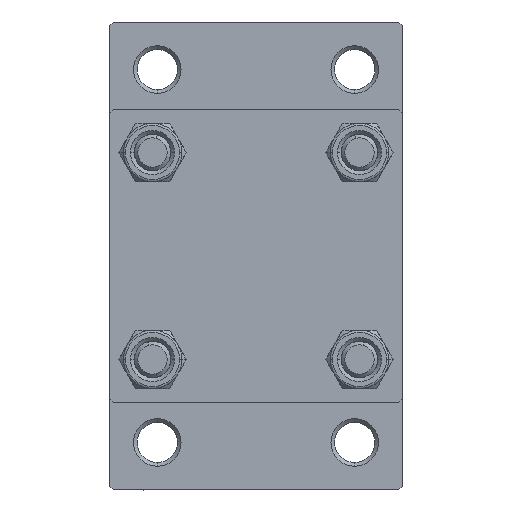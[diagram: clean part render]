
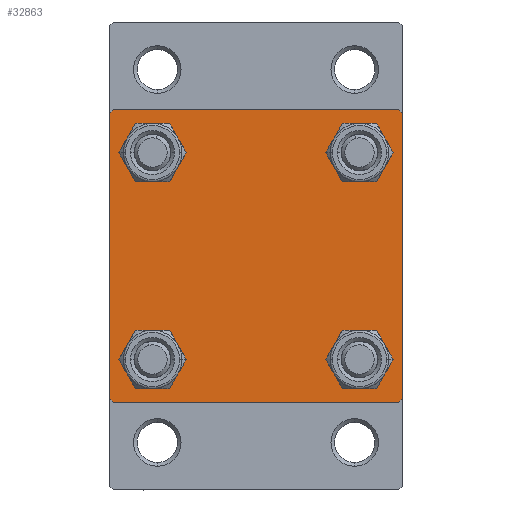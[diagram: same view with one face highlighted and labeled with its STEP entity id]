
A CAD part, left-side view. The second image highlights one B-rep face of the part: STEP entity #32863.
In plain terms, the highlighted planar face has unit normal (-1, 0, 0).
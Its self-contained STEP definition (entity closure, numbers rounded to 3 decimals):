
#615 = CIRCLE ( 'NONE', #44701, 3. ) ;
#690 = DIRECTION ( 'NONE',  ( 0., 0.707, -0.707 ) ) ;
#1788 = CARTESIAN_POINT ( 'NONE',  ( 0., 20., -19.5 ) ) ;
#2987 = ORIENTED_EDGE ( 'NONE', *, *, #46334, .T. ) ;
#3129 = VECTOR ( 'NONE', #690, 1000. ) ;
#3297 = CARTESIAN_POINT ( 'NONE',  ( 0., -14.15, -17.15 ) ) ;
#3847 = DIRECTION ( 'NONE',  ( 0., 0., 1. ) ) ;
#3867 = FACE_BOUND ( 'NONE', #23453, .T. ) ;
#3978 = DIRECTION ( 'NONE',  ( 0., 0., 1. ) ) ;
#4090 = CARTESIAN_POINT ( 'NONE',  ( 0., -19.75, 19.75 ) ) ;
#4410 = EDGE_CURVE ( 'NONE', #39435, #13052, #615, .T. ) ;
#4445 = DIRECTION ( 'NONE',  ( 1., 0., 0. ) ) ;
#5326 = CARTESIAN_POINT ( 'NONE',  ( 0., 19.5, 20. ) ) ;
#5361 = LINE ( 'NONE', #20872, #45713 ) ;
#5424 = EDGE_LOOP ( 'NONE', ( #11849, #46153 ) ) ;
#6169 = CIRCLE ( 'NONE', #35316, 3. ) ;
#6313 = AXIS2_PLACEMENT_3D ( 'NONE', #26218, #45409, #41473 ) ;
#6346 = CARTESIAN_POINT ( 'NONE',  ( 0., -14.15, 14.15 ) ) ;
#6667 = EDGE_CURVE ( 'NONE', #27920, #34508, #6169, .T. ) ;
#6911 = EDGE_CURVE ( 'NONE', #11389, #11361, #21421, .T. ) ;
#7120 = ORIENTED_EDGE ( 'NONE', *, *, #4410, .T. ) ;
#7992 = CARTESIAN_POINT ( 'NONE',  ( 0., -14.15, 17.15 ) ) ;
#8523 = ORIENTED_EDGE ( 'NONE', *, *, #10409, .F. ) ;
#9322 = AXIS2_PLACEMENT_3D ( 'NONE', #11234, #31165, #3847 ) ;
#9367 = ORIENTED_EDGE ( 'NONE', *, *, #43504, .T. ) ;
#10395 = CARTESIAN_POINT ( 'NONE',  ( 0., 14.15, -17.15 ) ) ;
#10409 = EDGE_CURVE ( 'NONE', #45854, #14329, #38678, .T. ) ;
#10810 = CARTESIAN_POINT ( 'NONE',  ( 0., -19.75, -19.75 ) ) ;
#10911 = VECTOR ( 'NONE', #39763, 1000. ) ;
#10938 = VECTOR ( 'NONE', #36458, 1000. ) ;
#11234 = CARTESIAN_POINT ( 'NONE',  ( 0., 14.15, -14.15 ) ) ;
#11361 = VERTEX_POINT ( 'NONE', #45824 ) ;
#11389 = VERTEX_POINT ( 'NONE', #12315 ) ;
#11686 = CIRCLE ( 'NONE', #9322, 3. ) ;
#11849 = ORIENTED_EDGE ( 'NONE', *, *, #6667, .T. ) ;
#12114 = CIRCLE ( 'NONE', #29433, 3. ) ;
#12308 = DIRECTION ( 'NONE',  ( 0., -1., 0. ) ) ;
#12315 = CARTESIAN_POINT ( 'NONE',  ( 0., -20., 19.5 ) ) ;
#13052 = VERTEX_POINT ( 'NONE', #40869 ) ;
#14094 = VECTOR ( 'NONE', #12308, 1000. ) ;
#14329 = VERTEX_POINT ( 'NONE', #38583 ) ;
#14522 = CARTESIAN_POINT ( 'NONE',  ( 0., -20., 20. ) ) ;
#15153 = VECTOR ( 'NONE', #46139, 1000. ) ;
#15416 = LINE ( 'NONE', #4090, #33947 ) ;
#15951 = CIRCLE ( 'NONE', #37322, 3. ) ;
#17313 = VERTEX_POINT ( 'NONE', #38239 ) ;
#17395 = ORIENTED_EDGE ( 'NONE', *, *, #33058, .T. ) ;
#17448 = DIRECTION ( 'NONE',  ( 0., 0., 1. ) ) ;
#19149 = EDGE_LOOP ( 'NONE', ( #22154, #2987 ) ) ;
#19649 = EDGE_CURVE ( 'NONE', #34508, #27920, #11686, .T. ) ;
#19678 = VERTEX_POINT ( 'NONE', #7992 ) ;
#19773 = EDGE_CURVE ( 'NONE', #17313, #44584, #47161, .T. ) ;
#19901 = DIRECTION ( 'NONE',  ( 0., -0.707, -0.707 ) ) ;
#20074 = CARTESIAN_POINT ( 'NONE',  ( 0., 20., -20. ) ) ;
#20530 = LINE ( 'NONE', #30889, #15153 ) ;
#20872 = CARTESIAN_POINT ( 'NONE',  ( 0., 19.75, -19.75 ) ) ;
#20984 = VERTEX_POINT ( 'NONE', #44263 ) ;
#21163 = DIRECTION ( 'NONE',  ( 1., 0., 0. ) ) ;
#21217 = ORIENTED_EDGE ( 'NONE', *, *, #29301, .T. ) ;
#21421 = LINE ( 'NONE', #14522, #10938 ) ;
#21431 = ORIENTED_EDGE ( 'NONE', *, *, #19773, .T. ) ;
#21965 = CARTESIAN_POINT ( 'NONE',  ( 0., -14.15, -11.15 ) ) ;
#22154 = ORIENTED_EDGE ( 'NONE', *, *, #36548, .T. ) ;
#23167 = AXIS2_PLACEMENT_3D ( 'NONE', #34676, #31952, #42064 ) ;
#23453 = EDGE_LOOP ( 'NONE', ( #9367, #7120 ) ) ;
#23552 = EDGE_CURVE ( 'NONE', #44584, #11361, #40866, .T. ) ;
#23958 = CARTESIAN_POINT ( 'NONE',  ( 0., -14.15, -14.15 ) ) ;
#24132 = DIRECTION ( 'NONE',  ( 1., 0., 0. ) ) ;
#24853 = CARTESIAN_POINT ( 'NONE',  ( 0., 14.15, 14.15 ) ) ;
#25372 = ORIENTED_EDGE ( 'NONE', *, *, #26784, .T. ) ;
#25441 = DIRECTION ( 'NONE',  ( 1., 0., 0. ) ) ;
#25780 = EDGE_CURVE ( 'NONE', #45854, #31219, #34461, .T. ) ;
#26208 = CARTESIAN_POINT ( 'NONE',  ( 0., -19.5, -20. ) ) ;
#26218 = CARTESIAN_POINT ( 'NONE',  ( 0., -14.15, -14.15 ) ) ;
#26291 = DIRECTION ( 'NONE',  ( -1., 0., 0. ) ) ;
#26529 = FACE_BOUND ( 'NONE', #5424, .T. ) ;
#26784 = EDGE_CURVE ( 'NONE', #34276, #41225, #47226, .T. ) ;
#27102 = CARTESIAN_POINT ( 'NONE',  ( 0., 20., 20. ) ) ;
#27417 = DIRECTION ( 'NONE',  ( 0., 0., 1. ) ) ;
#27920 = VERTEX_POINT ( 'NONE', #43185 ) ;
#29301 = EDGE_CURVE ( 'NONE', #29527, #17313, #5361, .T. ) ;
#29433 = AXIS2_PLACEMENT_3D ( 'NONE', #23958, #21163, #27417 ) ;
#29442 = EDGE_CURVE ( 'NONE', #11389, #14329, #15416, .T. ) ;
#29527 = VERTEX_POINT ( 'NONE', #1788 ) ;
#30459 = FACE_BOUND ( 'NONE', #44002, .T. ) ;
#30889 = CARTESIAN_POINT ( 'NONE',  ( 0., 20., 20. ) ) ;
#30946 = DIRECTION ( 'NONE',  ( 0., 0., 1. ) ) ;
#31121 = AXIS2_PLACEMENT_3D ( 'NONE', #6346, #43573, #17448 ) ;
#31165 = DIRECTION ( 'NONE',  ( 1., 0., 0. ) ) ;
#31219 = VERTEX_POINT ( 'NONE', #39081 ) ;
#31389 = VECTOR ( 'NONE', #40618, 1000. ) ;
#31538 = DIRECTION ( 'NONE',  ( 0., 0., 1. ) ) ;
#31557 = ORIENTED_EDGE ( 'NONE', *, *, #25780, .T. ) ;
#31952 = DIRECTION ( 'NONE',  ( 1., 0., 0. ) ) ;
#32863 = ADVANCED_FACE ( 'NONE', ( #33924, #30459, #26529, #3867, #42031 ), #45003, .T. ) ;
#33058 = EDGE_CURVE ( 'NONE', #31219, #29527, #20530, .T. ) ;
#33333 = CARTESIAN_POINT ( 'NONE',  ( 0., -14.15, 14.15 ) ) ;
#33534 = EDGE_LOOP ( 'NONE', ( #17395, #21217, #21431, #41271, #45702, #33801, #8523, #31557 ) ) ;
#33801 = ORIENTED_EDGE ( 'NONE', *, *, #29442, .T. ) ;
#33924 = FACE_BOUND ( 'NONE', #19149, .T. ) ;
#33947 = VECTOR ( 'NONE', #45473, 1000. ) ;
#34276 = VERTEX_POINT ( 'NONE', #3297 ) ;
#34461 = LINE ( 'NONE', #48764, #3129 ) ;
#34508 = VERTEX_POINT ( 'NONE', #10395 ) ;
#34676 = CARTESIAN_POINT ( 'NONE',  ( 0., 14.15, 14.15 ) ) ;
#35316 = AXIS2_PLACEMENT_3D ( 'NONE', #38460, #4445, #3978 ) ;
#35596 = AXIS2_PLACEMENT_3D ( 'NONE', #41545, #26291, #30946 ) ;
#36458 = DIRECTION ( 'NONE',  ( 0., 0., -1. ) ) ;
#36548 = EDGE_CURVE ( 'NONE', #19678, #20984, #15951, .T. ) ;
#36734 = CARTESIAN_POINT ( 'NONE',  ( 0., 14.15, 11.15 ) ) ;
#37322 = AXIS2_PLACEMENT_3D ( 'NONE', #33333, #25441, #40716 ) ;
#38123 = CIRCLE ( 'NONE', #23167, 3. ) ;
#38239 = CARTESIAN_POINT ( 'NONE',  ( 0., 19.5, -20. ) ) ;
#38460 = CARTESIAN_POINT ( 'NONE',  ( 0., 14.15, -14.15 ) ) ;
#38583 = CARTESIAN_POINT ( 'NONE',  ( 0., -19.5, 20. ) ) ;
#38678 = LINE ( 'NONE', #27102, #14094 ) ;
#39081 = CARTESIAN_POINT ( 'NONE',  ( 0., 20., 19.5 ) ) ;
#39435 = VERTEX_POINT ( 'NONE', #36734 ) ;
#39763 = DIRECTION ( 'NONE',  ( 0., -1., 0. ) ) ;
#40220 = EDGE_CURVE ( 'NONE', #41225, #34276, #12114, .T. ) ;
#40618 = DIRECTION ( 'NONE',  ( 0., -0.707, 0.707 ) ) ;
#40716 = DIRECTION ( 'NONE',  ( 0., 0., 1. ) ) ;
#40866 = LINE ( 'NONE', #10810, #31389 ) ;
#40869 = CARTESIAN_POINT ( 'NONE',  ( 0., 14.15, 17.15 ) ) ;
#41225 = VERTEX_POINT ( 'NONE', #21965 ) ;
#41271 = ORIENTED_EDGE ( 'NONE', *, *, #23552, .T. ) ;
#41473 = DIRECTION ( 'NONE',  ( 0., 0., 1. ) ) ;
#41545 = CARTESIAN_POINT ( 'NONE',  ( 0., 0., 0. ) ) ;
#42031 = FACE_OUTER_BOUND ( 'NONE', #33534, .T. ) ;
#42064 = DIRECTION ( 'NONE',  ( 0., 0., 1. ) ) ;
#43185 = CARTESIAN_POINT ( 'NONE',  ( 0., 14.15, -11.15 ) ) ;
#43504 = EDGE_CURVE ( 'NONE', #13052, #39435, #38123, .T. ) ;
#43573 = DIRECTION ( 'NONE',  ( 1., 0., 0. ) ) ;
#44002 = EDGE_LOOP ( 'NONE', ( #44407, #25372 ) ) ;
#44263 = CARTESIAN_POINT ( 'NONE',  ( 0., -14.15, 11.15 ) ) ;
#44407 = ORIENTED_EDGE ( 'NONE', *, *, #40220, .T. ) ;
#44584 = VERTEX_POINT ( 'NONE', #26208 ) ;
#44701 = AXIS2_PLACEMENT_3D ( 'NONE', #24853, #24132, #31538 ) ;
#45003 = PLANE ( 'NONE',  #35596 ) ;
#45278 = CIRCLE ( 'NONE', #31121, 3. ) ;
#45409 = DIRECTION ( 'NONE',  ( 1., 0., 0. ) ) ;
#45473 = DIRECTION ( 'NONE',  ( 0., 0.707, 0.707 ) ) ;
#45702 = ORIENTED_EDGE ( 'NONE', *, *, #6911, .F. ) ;
#45713 = VECTOR ( 'NONE', #19901, 1000. ) ;
#45824 = CARTESIAN_POINT ( 'NONE',  ( 0., -20., -19.5 ) ) ;
#45854 = VERTEX_POINT ( 'NONE', #5326 ) ;
#46139 = DIRECTION ( 'NONE',  ( 0., 0., -1. ) ) ;
#46153 = ORIENTED_EDGE ( 'NONE', *, *, #19649, .T. ) ;
#46334 = EDGE_CURVE ( 'NONE', #20984, #19678, #45278, .T. ) ;
#47161 = LINE ( 'NONE', #20074, #10911 ) ;
#47226 = CIRCLE ( 'NONE', #6313, 3. ) ;
#48764 = CARTESIAN_POINT ( 'NONE',  ( 0., 19.75, 19.75 ) ) ;
